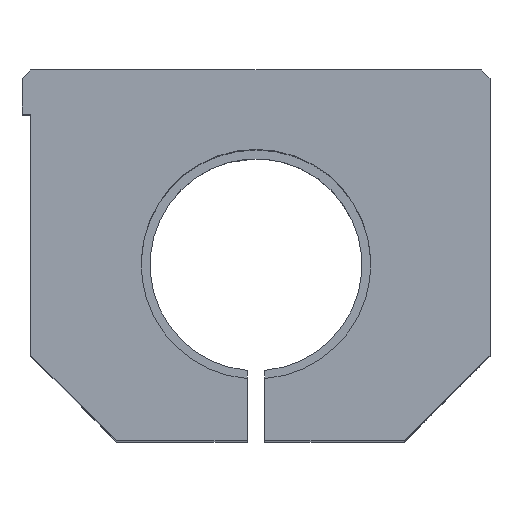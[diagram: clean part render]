
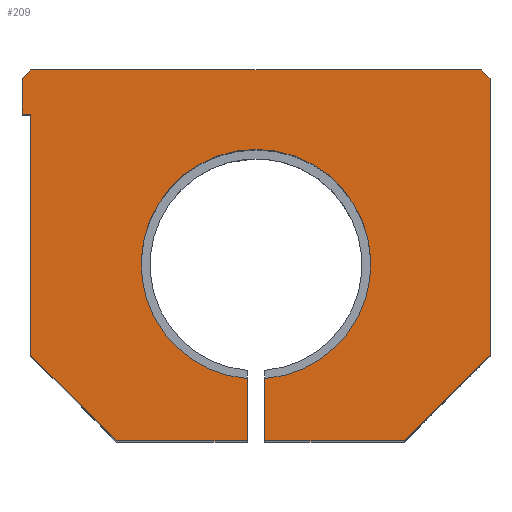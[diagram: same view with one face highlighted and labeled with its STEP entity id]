
A CAD part, top view. The second image highlights one B-rep face of the part: STEP entity #209.
In plain terms, the highlighted planar face has unit normal (0, 0, 1).
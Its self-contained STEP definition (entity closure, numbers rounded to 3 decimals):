
#209 = ADVANCED_FACE( '', ( #459 ), #460, .T. );
#459 = FACE_OUTER_BOUND( '', #725, .T. );
#460 = PLANE( '', #726 );
#725 = EDGE_LOOP( '', ( #1263, #1264, #1265, #1266, #1267, #1268, #1269, #1270, #1271, #1272, #1273, #1274, #1275, #1276 ) );
#726 = AXIS2_PLACEMENT_3D( '', #1277, #1278, #1279 );
#1263 = ORIENTED_EDGE( '', *, *, #1643, .F. );
#1264 = ORIENTED_EDGE( '', *, *, #1469, .T. );
#1265 = ORIENTED_EDGE( '', *, *, #1625, .T. );
#1266 = ORIENTED_EDGE( '', *, *, #1570, .T. );
#1267 = ORIENTED_EDGE( '', *, *, #1644, .T. );
#1268 = ORIENTED_EDGE( '', *, *, #1617, .T. );
#1269 = ORIENTED_EDGE( '', *, *, #1507, .T. );
#1270 = ORIENTED_EDGE( '', *, *, #1641, .T. );
#1271 = ORIENTED_EDGE( '', *, *, #1558, .T. );
#1272 = ORIENTED_EDGE( '', *, *, #1480, .T. );
#1273 = ORIENTED_EDGE( '', *, *, #1593, .T. );
#1274 = ORIENTED_EDGE( '', *, *, #1621, .T. );
#1275 = ORIENTED_EDGE( '', *, *, #1608, .T. );
#1276 = ORIENTED_EDGE( '', *, *, #1550, .T. );
#1277 = CARTESIAN_POINT( '', ( 0., 0., 84. ) );
#1278 = DIRECTION( '', ( 0., 0., 1. ) );
#1279 = DIRECTION( '', ( 1., 0., 0. ) );
#1469 = EDGE_CURVE( '', #1749, #1750, #1751, .T. );
#1480 = EDGE_CURVE( '', #1767, #1765, #1768, .T. );
#1507 = EDGE_CURVE( '', #1812, #1810, #1813, .T. );
#1550 = EDGE_CURVE( '', #1881, #1878, #1882, .T. );
#1558 = EDGE_CURVE( '', #1893, #1767, #1894, .T. );
#1570 = EDGE_CURVE( '', #1912, #1910, #1913, .T. );
#1593 = EDGE_CURVE( '', #1765, #1943, #1945, .T. );
#1608 = EDGE_CURVE( '', #1955, #1881, #1966, .T. );
#1617 = EDGE_CURVE( '', #1977, #1812, #1978, .T. );
#1621 = EDGE_CURVE( '', #1943, #1955, #1983, .T. );
#1625 = EDGE_CURVE( '', #1750, #1912, #1987, .T. );
#1641 = EDGE_CURVE( '', #1810, #1893, #2008, .T. );
#1643 = EDGE_CURVE( '', #1749, #1878, #2010, .T. );
#1644 = EDGE_CURVE( '', #1910, #1977, #2011, .T. );
#1749 = VERTEX_POINT( '', #2183 );
#1750 = VERTEX_POINT( '', #2184 );
#1751 = LINE( '', #2185, #2186 );
#1765 = VERTEX_POINT( '', #2208 );
#1767 = VERTEX_POINT( '', #2211 );
#1768 = LINE( '', #2212, #2213 );
#1810 = VERTEX_POINT( '', #2268 );
#1812 = VERTEX_POINT( '', #2271 );
#1813 = LINE( '', #2272, #2273 );
#1878 = VERTEX_POINT( '', #2357 );
#1881 = VERTEX_POINT( '', #2361 );
#1882 = CIRCLE( '', #2362, 13. );
#1893 = VERTEX_POINT( '', #2376 );
#1894 = LINE( '', #2377, #2378 );
#1910 = VERTEX_POINT( '', #2400 );
#1912 = VERTEX_POINT( '', #2403 );
#1913 = LINE( '', #2404, #2405 );
#1943 = VERTEX_POINT( '', #2441 );
#1945 = LINE( '', #2444, #2445 );
#1955 = VERTEX_POINT( '', #2457 );
#1966 = LINE( '', #2475, #2476 );
#1977 = VERTEX_POINT( '', #2488 );
#1978 = LINE( '', #2489, #2490 );
#1983 = LINE( '', #2496, #2497 );
#1987 = LINE( '', #2503, #2504 );
#2008 = LINE( '', #2528, #2529 );
#2010 = LINE( '', #2531, #2532 );
#2011 = LINE( '', #2533, #2534 );
#2183 = CARTESIAN_POINT( '', ( 1., 0., 84. ) );
#2184 = CARTESIAN_POINT( '', ( 16.8, 0., 84. ) );
#2185 = CARTESIAN_POINT( '', ( -15.8, 0., 84. ) );
#2186 = VECTOR( '', #2638, 1000. );
#2208 = CARTESIAN_POINT( '', ( -25.5, 9.7, 84. ) );
#2211 = CARTESIAN_POINT( '', ( -25.5, 37., 84. ) );
#2212 = CARTESIAN_POINT( '', ( -25.5, 37., 84. ) );
#2213 = VECTOR( '', #2648, 1000. );
#2268 = CARTESIAN_POINT( '', ( -26.5, 41., 84. ) );
#2271 = CARTESIAN_POINT( '', ( -25.5, 42., 84. ) );
#2272 = CARTESIAN_POINT( '', ( -25.5, 42., 84. ) );
#2273 = VECTOR( '', #2681, 1000. );
#2357 = CARTESIAN_POINT( '', ( 1., 7.039, 84. ) );
#2361 = CARTESIAN_POINT( '', ( -1., 7.039, 84. ) );
#2362 = AXIS2_PLACEMENT_3D( '', #2738, #2739, #2740 );
#2376 = CARTESIAN_POINT( '', ( -26.5, 37., 84. ) );
#2377 = CARTESIAN_POINT( '', ( -26.5, 37., 84. ) );
#2378 = VECTOR( '', #2750, 1000. );
#2400 = CARTESIAN_POINT( '', ( 26.5, 41., 84. ) );
#2403 = CARTESIAN_POINT( '', ( 26.5, 9.7, 84. ) );
#2404 = CARTESIAN_POINT( '', ( 26.5, 9.7, 84. ) );
#2405 = VECTOR( '', #2764, 1000. );
#2441 = CARTESIAN_POINT( '', ( -15.8, 0., 84. ) );
#2444 = CARTESIAN_POINT( '', ( -25.5, 9.7, 84. ) );
#2445 = VECTOR( '', #2793, 1000. );
#2457 = CARTESIAN_POINT( '', ( -1., 0., 84. ) );
#2475 = CARTESIAN_POINT( '', ( -1., 0., 84. ) );
#2476 = VECTOR( '', #2809, 1000. );
#2488 = CARTESIAN_POINT( '', ( 25.5, 42., 84. ) );
#2489 = CARTESIAN_POINT( '', ( 25.5, 42., 84. ) );
#2490 = VECTOR( '', #2817, 1000. );
#2496 = CARTESIAN_POINT( '', ( -15.8, 0., 84. ) );
#2497 = VECTOR( '', #2822, 1000. );
#2503 = CARTESIAN_POINT( '', ( 16.8, 0., 84. ) );
#2504 = VECTOR( '', #2825, 1000. );
#2528 = CARTESIAN_POINT( '', ( -26.5, 41., 84. ) );
#2529 = VECTOR( '', #2844, 1000. );
#2531 = CARTESIAN_POINT( '', ( 1., 0., 84. ) );
#2532 = VECTOR( '', #2845, 1000. );
#2533 = CARTESIAN_POINT( '', ( 26.5, 41., 84. ) );
#2534 = VECTOR( '', #2846, 1000. );
#2638 = DIRECTION( '', ( 1., 0., 0. ) );
#2648 = DIRECTION( '', ( 0., -1., 0. ) );
#2681 = DIRECTION( '', ( -0.707, -0.707, 0. ) );
#2738 = CARTESIAN_POINT( '', ( 0., 20., 84. ) );
#2739 = DIRECTION( '', ( 0., 0., -1. ) );
#2740 = DIRECTION( '', ( -1., 0., 0. ) );
#2750 = DIRECTION( '', ( 1., 0., 0. ) );
#2764 = DIRECTION( '', ( 0., 1., 0. ) );
#2793 = DIRECTION( '', ( 0.707, -0.707, 0. ) );
#2809 = DIRECTION( '', ( 0., 1., 0. ) );
#2817 = DIRECTION( '', ( -1., 0., 0. ) );
#2822 = DIRECTION( '', ( 1., 0., 0. ) );
#2825 = DIRECTION( '', ( 0.707, 0.707, 0. ) );
#2844 = DIRECTION( '', ( 0., -1., 0. ) );
#2845 = DIRECTION( '', ( 0., 1., 0. ) );
#2846 = DIRECTION( '', ( -0.707, 0.707, 0. ) );
